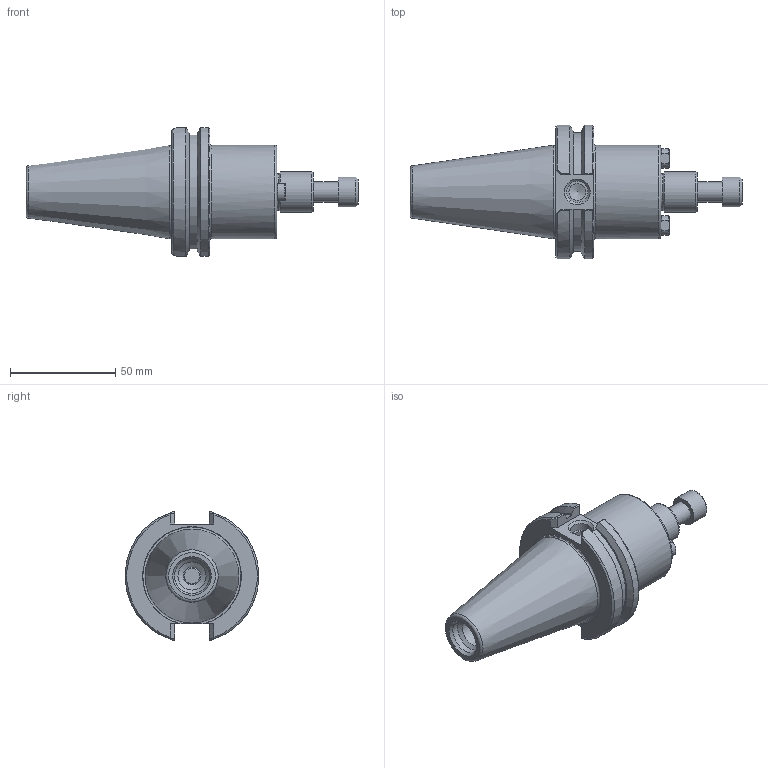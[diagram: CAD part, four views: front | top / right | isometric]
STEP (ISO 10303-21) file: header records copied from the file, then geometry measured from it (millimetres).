
FILE_DESCRIPTION(/* description */ (''),/* implementation_level */ '2;1');
FILE_NAME(/* name */ 'C40F-75SM200.stp',/* time_stamp */ '2020-11-25T14:29:51-05:00',/* author */ ('dalloco'),/* organization */ (''),/* preprocessor_version */ 'ST-DEVELOPER v16.13',/* originating_system */ 'Autodesk Inventor 2018',/* authorisation */ '');
FILE_SCHEMA (('AUTOMOTIVE_DESIGN { 1 0 10303 214 3 1 1 }'));
Length unit declared in the file: inch
Products named in the file (4): C40F-75SM200; C40F-75SM2-1; 75KY; 028-192
Assembly tree (4 placements, depth 2):
  C40F-75SM200
    C40F-75SM2-1
    75KY  x2
    028-192
Bounding box: 157.65 x 63.28 x 61.11 mm (x, y, z)
Volume: 158188.6 mm3; surface area: 30458.8 mm2
Topology: 4 solids, 4 shells, 138 faces, 333 edges, 214 vertices
Faces by surface type: plane 57, cone 40, cylinder 31, torus 6, bspline 4
Full cylindrical faces by diameter (mm): 2.146 x2, 7.541 x2, 7.62 x2, 7.925 x2, 8 x1, 8.077 x2, 8.382 x1, 9.525 x1, 10.135 x1, 10.922 x1, 13.386 x1, 14.122 x1, 16.459 x1, 17.516 x1, 19.04 x1, 44.45 x1
Entity records: 3951 total; most frequent: CARTESIAN_POINT 1099, DIRECTION 576, ORIENTED_EDGE 476, AXIS2_PLACEMENT_3D 240, EDGE_CURVE 238, EDGE_LOOP 177, VERTEX_POINT 177, FACE_OUTER_BOUND 120
